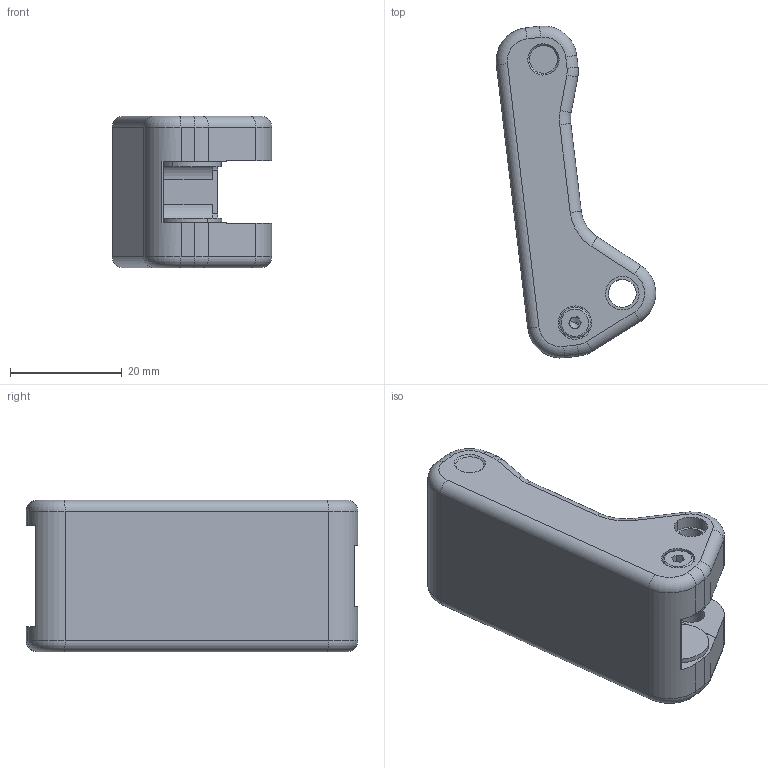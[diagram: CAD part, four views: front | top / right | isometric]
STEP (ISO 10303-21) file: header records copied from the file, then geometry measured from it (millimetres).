
FILE_DESCRIPTION (( 'STEP AP214' ), '1' );
FILE_NAME ('Left Constraining Arm.STEP', '2023-06-02T12:11:21', ( '' ), ( '' ), 'SwSTEP 2.0', 'SolidWorks 2022', '' );
FILE_SCHEMA (( 'AUTOMOTIVE_DESIGN' ));
Length unit declared in the file: millimetre
Products named in the file (2): Left Constraining Arm; Defeatured 2F-85 PAD OPEN_finger2.step.STEP
Assembly tree (1 placements, depth 2):
  Left Constraining Arm
    Defeatured 2F-85 PAD OPEN_finger2.step.STEP
Bounding box: 28.6 x 59.47 x 27.2 mm (x, y, z)
Volume: 14510.8 mm3; surface area: 7421.4 mm2
Topology: 1 solids, 1 shells, 181 faces, 454 edges, 287 vertices
Faces by surface type: plane 79, cylinder 72, torus 20, cone 10
Entity records: 5499 total; most frequent: DIRECTION 1008, CARTESIAN_POINT 951, ORIENTED_EDGE 904, EDGE_CURVE 452, AXIS2_PLACEMENT_3D 377, VERTEX_POINT 287, LINE 254, VECTOR 254
